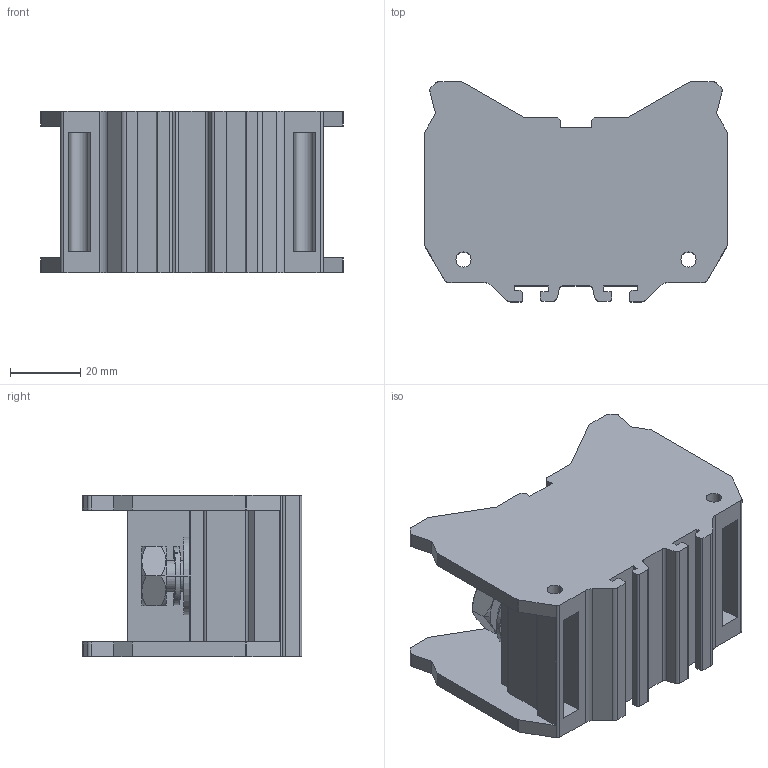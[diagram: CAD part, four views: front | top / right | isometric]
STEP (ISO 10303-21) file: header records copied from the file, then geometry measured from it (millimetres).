
FILE_DESCRIPTION((''),'2;1');
FILE_NAME('PRT0002_1_ASM','2022-10-19T',('Administrator'),(''),'PRO/ENGINEER BY PARAMETRIC TECHNOLOGY CORPORATION, 2013230','PRO/ENGINEER BY PARAMETRIC TECHNOLOGY CORPORATION, 2013230','');
FILE_SCHEMA(('CONFIG_CONTROL_DESIGN'));
Length unit declared in the file: millimetre
Products named in the file (5): MANIFOLD_SOLID_BREP_3594; MANIFOLD_SOLID_BREP_8846; MANIFOLD_SOLID_BREP_11824; MANIFOLD_SOLID_BREP_14802; PRT0002_1_ASM
Assembly tree (4 placements, depth 2):
  PRT0002_1_ASM
    MANIFOLD_SOLID_BREP_3594
    MANIFOLD_SOLID_BREP_8846
    MANIFOLD_SOLID_BREP_11824
    MANIFOLD_SOLID_BREP_14802
Bounding box: 86 x 62.5 x 46 mm (x, y, z)
Volume: 115822.9 mm3; surface area: 41896.8 mm2
Topology: 4 solids, 4 shells, 362 faces, 946 edges, 606 vertices
Faces by surface type: plane 162, cylinder 92, bspline 84, cone 16, torus 8
Entity records: 15014 total; most frequent: CARTESIAN_POINT 6377, ORIENTED_EDGE 1884, DIRECTION 1564, EDGE_CURVE 942, VERTEX_POINT 606, VECTOR 550, LINE 550, AXIS2_PLACEMENT_3D 507
